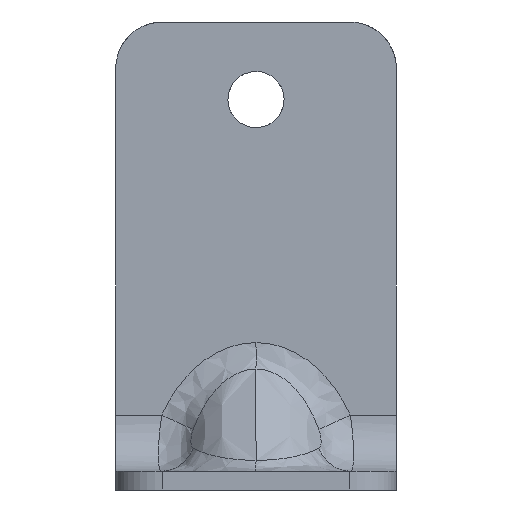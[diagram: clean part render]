
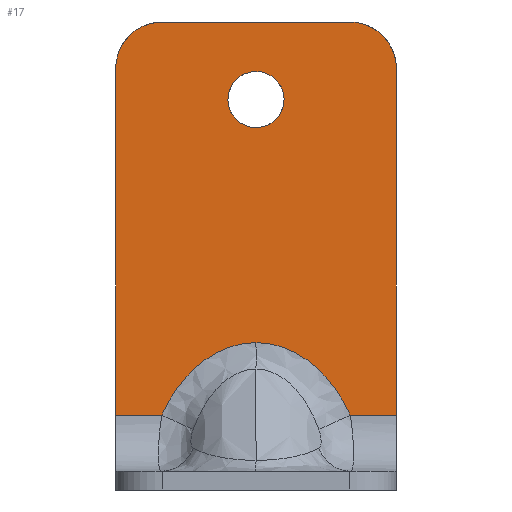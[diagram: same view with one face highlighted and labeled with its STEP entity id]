
A CAD part, left-side view. The second image highlights one B-rep face of the part: STEP entity #17.
In plain terms, the highlighted free-form (B-spline) face has degree [1, 1] with [2, 2] control points.
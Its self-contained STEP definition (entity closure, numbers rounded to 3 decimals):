
#17 = ADVANCED_FACE('',(#18,#111),#141,.F.);
#18 = FACE_BOUND('',#19,.T.);
#19 = EDGE_LOOP('',(#20,#33,#40,#51,#58,#65,#82,#99,#106));
#20 = ORIENTED_EDGE('',*,*,#21,.F.);
#21 = EDGE_CURVE('',#22,#24,#26,.T.);
#22 = VERTEX_POINT('',#23);
#23 = CARTESIAN_POINT('',(-2.854,-14.272,
    71.358));
#24 = VERTEX_POINT('',#25);
#25 = CARTESIAN_POINT('',(-2.854,-21.407,64.222
    ));
#26 = B_SPLINE_CURVE_WITH_KNOTS('',5,(#27,#28,#29,#30,#31,#32),
  .UNSPECIFIED.,.F.,.F.,(6,6),(15.708,23.562),
  .PIECEWISE_BEZIER_KNOTS.);
#27 = CARTESIAN_POINT('',(-2.854,-14.272,
    71.358));
#28 = CARTESIAN_POINT('',(-2.854,-16.513,
    71.358));
#29 = CARTESIAN_POINT('',(-2.854,-18.757,
    70.48));
#30 = CARTESIAN_POINT('',(-2.854,-20.53,
    68.708));
#31 = CARTESIAN_POINT('',(-2.854,-21.407,66.464
    ));
#32 = CARTESIAN_POINT('',(-2.854,-21.407,64.222
    ));
#33 = ORIENTED_EDGE('',*,*,#34,.T.);
#34 = EDGE_CURVE('',#22,#35,#37,.T.);
#35 = VERTEX_POINT('',#36);
#36 = CARTESIAN_POINT('',(-2.854,14.272,
    71.358));
#37 = B_SPLINE_CURVE_WITH_KNOTS('',1,(#38,#39),.UNSPECIFIED.,.F.,.F.,(2,
    2),(-10.,10.),.PIECEWISE_BEZIER_KNOTS.);
#38 = CARTESIAN_POINT('',(-2.854,-14.272,
    71.358));
#39 = CARTESIAN_POINT('',(-2.854,14.272,
    71.358));
#40 = ORIENTED_EDGE('',*,*,#41,.F.);
#41 = EDGE_CURVE('',#42,#35,#44,.T.);
#42 = VERTEX_POINT('',#43);
#43 = CARTESIAN_POINT('',(-2.854,21.407,
    64.222));
#44 = B_SPLINE_CURVE_WITH_KNOTS('',5,(#45,#46,#47,#48,#49,#50),
  .UNSPECIFIED.,.F.,.F.,(6,6),(7.854,15.708),
  .PIECEWISE_BEZIER_KNOTS.);
#45 = CARTESIAN_POINT('',(-2.854,21.407,
    64.222));
#46 = CARTESIAN_POINT('',(-2.854,21.407,
    66.464));
#47 = CARTESIAN_POINT('',(-2.854,20.53,
    68.708));
#48 = CARTESIAN_POINT('',(-2.854,18.757,
    70.48));
#49 = CARTESIAN_POINT('',(-2.854,16.513,
    71.358));
#50 = CARTESIAN_POINT('',(-2.854,14.272,
    71.358));
#51 = ORIENTED_EDGE('',*,*,#52,.T.);
#52 = EDGE_CURVE('',#42,#53,#55,.T.);
#53 = VERTEX_POINT('',#54);
#54 = CARTESIAN_POINT('',(-2.854,21.407,11.417
    ));
#55 = B_SPLINE_CURVE_WITH_KNOTS('',1,(#56,#57),.UNSPECIFIED.,.F.,.F.,(2,
    2),(-16.,21.),.PIECEWISE_BEZIER_KNOTS.);
#56 = CARTESIAN_POINT('',(-2.854,21.407,
    64.222));
#57 = CARTESIAN_POINT('',(-2.854,21.407,11.417
    ));
#58 = ORIENTED_EDGE('',*,*,#59,.F.);
#59 = EDGE_CURVE('',#60,#53,#62,.T.);
#60 = VERTEX_POINT('',#61);
#61 = CARTESIAN_POINT('',(-2.854,14.374,11.417
    ));
#62 = B_SPLINE_CURVE_WITH_KNOTS('',1,(#63,#64),.UNSPECIFIED.,.F.,.F.,(2,
    2),(10.072,15.),.PIECEWISE_BEZIER_KNOTS.);
#63 = CARTESIAN_POINT('',(-2.854,14.374,11.417
    ));
#64 = CARTESIAN_POINT('',(-2.854,21.407,11.417
    ));
#65 = ORIENTED_EDGE('',*,*,#66,.F.);
#66 = EDGE_CURVE('',#67,#60,#69,.T.);
#67 = VERTEX_POINT('',#68);
#68 = CARTESIAN_POINT('',(-2.854,0.,
    22.471));
#69 = B_SPLINE_CURVE_WITH_KNOTS('',5,(#70,#71,#72,#73,#74,#75,#76,#77,
    #78,#79,#80,#81),.UNSPECIFIED.,.F.,.F.,(6,3,3,6),(0.,5.398,
    10.365,16.652),.UNSPECIFIED.);
#70 = CARTESIAN_POINT('',(-2.854,0.,
    22.471));
#71 = CARTESIAN_POINT('',(-2.854,1.212,22.471
    ));
#72 = CARTESIAN_POINT('',(-2.854,2.444,22.319
    ));
#73 = CARTESIAN_POINT('',(-2.854,3.661,22.006
    ));
#74 = CARTESIAN_POINT('',(-2.854,5.917,21.122
    ));
#75 = CARTESIAN_POINT('',(-2.854,7.943,19.787
    ));
#76 = CARTESIAN_POINT('',(-2.854,8.85,19.061
    ));
#77 = CARTESIAN_POINT('',(-2.854,10.752,
    17.268));
#78 = CARTESIAN_POINT('',(-2.854,12.321,
    15.197));
#79 = CARTESIAN_POINT('',(-2.854,13.097,
    13.979));
#80 = CARTESIAN_POINT('',(-2.854,13.78,
    12.716));
#81 = CARTESIAN_POINT('',(-2.854,14.374,11.417
    ));
#82 = ORIENTED_EDGE('',*,*,#83,.T.);
#83 = EDGE_CURVE('',#67,#84,#86,.T.);
#84 = VERTEX_POINT('',#85);
#85 = CARTESIAN_POINT('',(-2.854,-14.374,11.417
    ));
#86 = B_SPLINE_CURVE_WITH_KNOTS('',5,(#87,#88,#89,#90,#91,#92,#93,#94,
    #95,#96,#97,#98),.UNSPECIFIED.,.F.,.F.,(6,3,3,6),(0.,5.398,
    10.365,16.652),.UNSPECIFIED.);
#87 = CARTESIAN_POINT('',(-2.854,0.,
    22.471));
#88 = CARTESIAN_POINT('',(-2.854,-1.212,22.471
    ));
#89 = CARTESIAN_POINT('',(-2.854,-2.444,
    22.319));
#90 = CARTESIAN_POINT('',(-2.854,-3.661,
    22.006));
#91 = CARTESIAN_POINT('',(-2.854,-5.917,21.122
    ));
#92 = CARTESIAN_POINT('',(-2.854,-7.943,
    19.787));
#93 = CARTESIAN_POINT('',(-2.854,-8.85,
    19.061));
#94 = CARTESIAN_POINT('',(-2.854,-10.752,17.268
    ));
#95 = CARTESIAN_POINT('',(-2.854,-12.321,
    15.197));
#96 = CARTESIAN_POINT('',(-2.854,-13.097,
    13.979));
#97 = CARTESIAN_POINT('',(-2.854,-13.78,
    12.716));
#98 = CARTESIAN_POINT('',(-2.854,-14.374,11.417
    ));
#99 = ORIENTED_EDGE('',*,*,#100,.F.);
#100 = EDGE_CURVE('',#101,#84,#103,.T.);
#101 = VERTEX_POINT('',#102);
#102 = CARTESIAN_POINT('',(-2.854,-21.407,11.417
    ));
#103 = B_SPLINE_CURVE_WITH_KNOTS('',1,(#104,#105),.UNSPECIFIED.,.F.,.F.,
  (2,2),(-15.,-10.072),.PIECEWISE_BEZIER_KNOTS.);
#104 = CARTESIAN_POINT('',(-2.854,-21.407,11.417
    ));
#105 = CARTESIAN_POINT('',(-2.854,-14.374,
    11.417));
#106 = ORIENTED_EDGE('',*,*,#107,.F.);
#107 = EDGE_CURVE('',#24,#101,#108,.T.);
#108 = B_SPLINE_CURVE_WITH_KNOTS('',1,(#109,#110),.UNSPECIFIED.,.F.,.F.,
  (2,2),(-16.,21.),.PIECEWISE_BEZIER_KNOTS.);
#109 = CARTESIAN_POINT('',(-2.854,-21.407,
    64.222));
#110 = CARTESIAN_POINT('',(-2.854,-21.407,11.417
    ));
#111 = FACE_BOUND('',#112,.T.);
#112 = EDGE_LOOP('',(#113,#129));
#113 = ORIENTED_EDGE('',*,*,#114,.T.);
#114 = EDGE_CURVE('',#115,#117,#119,.T.);
#115 = VERTEX_POINT('',#116);
#116 = CARTESIAN_POINT('',(-2.854,-4.281,
    59.537));
#117 = VERTEX_POINT('',#118);
#118 = CARTESIAN_POINT('',(-2.854,4.281,
    59.537));
#119 = B_SPLINE_CURVE_WITH_KNOTS('',5,(#120,#121,#122,#123,#124,#125,
    #126,#127,#128),.UNSPECIFIED.,.F.,.F.,(6,3,6),(14.137,
    18.85,23.562),.UNSPECIFIED.);
#120 = CARTESIAN_POINT('',(-2.854,-4.281,
    59.537));
#121 = CARTESIAN_POINT('',(-2.854,-4.281,
    58.192));
#122 = CARTESIAN_POINT('',(-2.854,-3.753,
    56.847));
#123 = CARTESIAN_POINT('',(-2.854,-2.69,
    55.784));
#124 = CARTESIAN_POINT('',(-2.854,0.,
    54.727));
#125 = CARTESIAN_POINT('',(-2.854,2.69,
    55.784));
#126 = CARTESIAN_POINT('',(-2.854,3.753,
    56.847));
#127 = CARTESIAN_POINT('',(-2.854,4.281,
    58.192));
#128 = CARTESIAN_POINT('',(-2.854,4.281,
    59.537));
#129 = ORIENTED_EDGE('',*,*,#130,.T.);
#130 = EDGE_CURVE('',#117,#115,#131,.T.);
#131 = B_SPLINE_CURVE_WITH_KNOTS('',5,(#132,#133,#134,#135,#136,#137,
    #138,#139,#140),.UNSPECIFIED.,.F.,.F.,(6,3,6),(4.712,
    9.425,14.137),.UNSPECIFIED.);
#132 = CARTESIAN_POINT('',(-2.854,4.281,
    59.537));
#133 = CARTESIAN_POINT('',(-2.854,4.281,
    60.882));
#134 = CARTESIAN_POINT('',(-2.854,3.753,
    62.227));
#135 = CARTESIAN_POINT('',(-2.854,2.69,
    63.29));
#136 = CARTESIAN_POINT('',(-2.854,0.,
    64.347));
#137 = CARTESIAN_POINT('',(-2.854,-2.69,
    63.29));
#138 = CARTESIAN_POINT('',(-2.854,-3.753,
    62.227));
#139 = CARTESIAN_POINT('',(-2.854,-4.281,
    60.882));
#140 = CARTESIAN_POINT('',(-2.854,-4.281,
    59.537));
#141 = B_SPLINE_SURFACE_WITH_KNOTS('',1,1,(
    (#142,#143)
    ,(#144,#145
    )),.UNSPECIFIED.,.F.,.F.,.F.,(2,2),(2,2),(0.,42.),(-15.,15.),
  .PIECEWISE_BEZIER_KNOTS.);
#142 = CARTESIAN_POINT('',(-2.854,-21.407,
    71.358));
#143 = CARTESIAN_POINT('',(-2.854,21.407,
    71.358));
#144 = CARTESIAN_POINT('',(-2.854,-21.407,11.417
    ));
#145 = CARTESIAN_POINT('',(-2.854,21.407,
    11.417));
